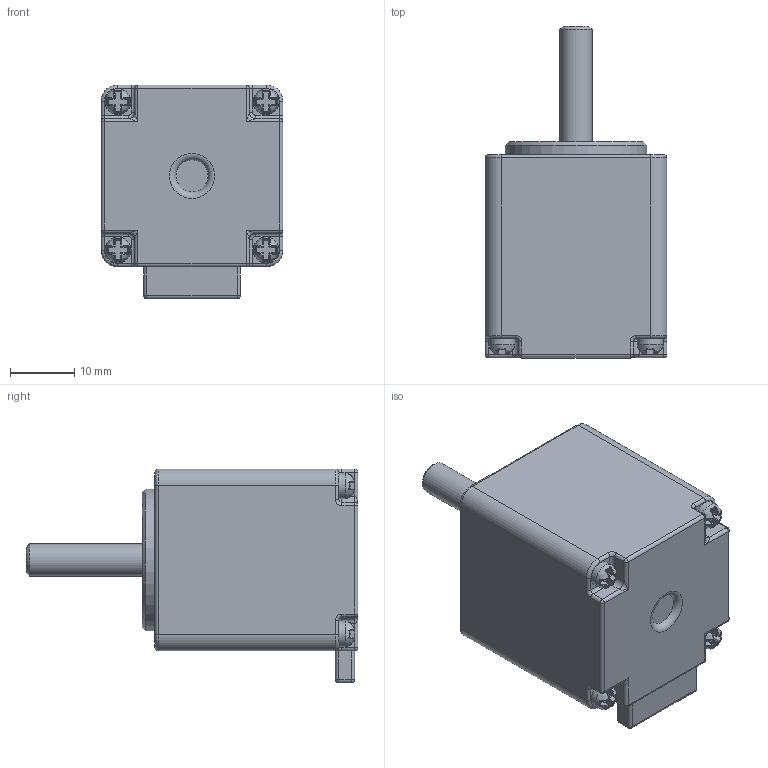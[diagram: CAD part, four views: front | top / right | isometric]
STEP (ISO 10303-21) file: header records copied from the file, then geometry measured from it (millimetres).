
FILE_DESCRIPTION(/* description */ (''),/* implementation_level */ '2;1');
FILE_NAME(/* name */ 'Nema 11.stp',/* time_stamp */ '2018-12-30T12:05:34-08:00',/* author */ ('Biocos'),/* organization */ (''),/* preprocessor_version */ 'ST-DEVELOPER v16.13',/* originating_system */ 'Autodesk Inventor 2018',/* authorisation */ '');
FILE_SCHEMA (('AUTOMOTIVE_DESIGN { 1 0 10303 214 3 1 1 }'));
Length unit declared in the file: millimetre
Products named in the file (1): Nema 11
Bounding box: 28.2 x 51.5 x 33.2 mm (x, y, z)
Volume: 25761.2 mm3; surface area: 6262.5 mm2
Topology: 7 solids, 7 shells, 451 faces, 952 edges, 522 vertices
Faces by surface type: cylinder 171, plane 93, bspline 92, sphere 60, torus 33, cone 2
Full cylindrical faces by diameter (mm): 1.5 x4, 2.5 x8, 4 x5, 5 x1, 22 x1
Entity records: 21098 total; most frequent: CARTESIAN_POINT 11829, DIRECTION 1960, ORIENTED_EDGE 1852, EDGE_CURVE 926, AXIS2_PLACEMENT_3D 826, VERTEX_POINT 522, EDGE_LOOP 492, FACE_OUTER_BOUND 451
